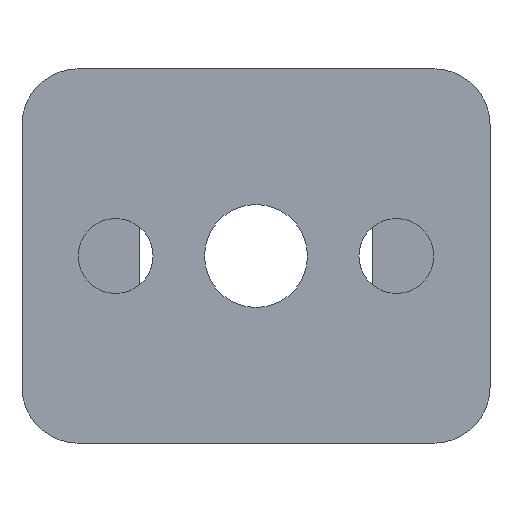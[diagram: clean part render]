
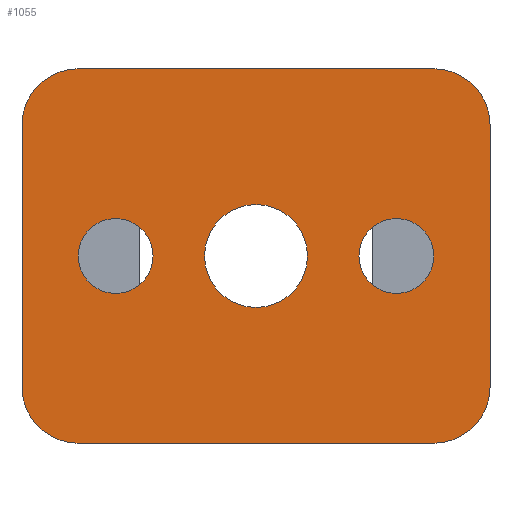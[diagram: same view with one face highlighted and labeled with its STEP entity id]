
A CAD part, left-side view. The second image highlights one B-rep face of the part: STEP entity #1055.
In plain terms, the highlighted planar face has unit normal (-1, 0, 0).
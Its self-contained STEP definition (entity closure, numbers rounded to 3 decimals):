
#75=LINE('',#1469,#137);
#84=LINE('',#1488,#146);
#89=LINE('',#1508,#151);
#92=LINE('',#1522,#154);
#137=VECTOR('',#1228,1000.);
#146=VECTOR('',#1241,1000.);
#151=VECTOR('',#1262,1000.);
#154=VECTOR('',#1281,1000.);
#266=ORIENTED_EDGE('',*,*,#429,.T.);
#267=ORIENTED_EDGE('',*,*,#430,.T.);
#268=ORIENTED_EDGE('',*,*,#431,.T.);
#269=ORIENTED_EDGE('',*,*,#413,.F.);
#270=ORIENTED_EDGE('',*,*,#426,.F.);
#271=ORIENTED_EDGE('',*,*,#403,.F.);
#272=ORIENTED_EDGE('',*,*,#424,.F.);
#273=ORIENTED_EDGE('',*,*,#421,.F.);
#274=ORIENTED_EDGE('',*,*,#417,.F.);
#275=ORIENTED_EDGE('',*,*,#394,.F.);
#276=ORIENTED_EDGE('',*,*,#414,.F.);
#394=EDGE_CURVE('',#481,#482,#75,.T.);
#403=EDGE_CURVE('',#489,#490,#84,.T.);
#413=EDGE_CURVE('',#496,#494,#89,.T.);
#414=EDGE_CURVE('',#494,#481,#526,.T.);
#417=EDGE_CURVE('',#482,#497,#528,.T.);
#421=EDGE_CURVE('',#497,#500,#92,.T.);
#424=EDGE_CURVE('',#500,#489,#532,.T.);
#426=EDGE_CURVE('',#490,#496,#534,.T.);
#429=EDGE_CURVE('',#502,#502,#536,.T.);
#430=EDGE_CURVE('',#503,#503,#537,.T.);
#431=EDGE_CURVE('',#504,#504,#538,.T.);
#481=VERTEX_POINT('',#1468);
#482=VERTEX_POINT('',#1470);
#489=VERTEX_POINT('',#1487);
#490=VERTEX_POINT('',#1489);
#494=VERTEX_POINT('',#1503);
#496=VERTEX_POINT('',#1507);
#497=VERTEX_POINT('',#1515);
#500=VERTEX_POINT('',#1523);
#502=VERTEX_POINT('',#1536);
#503=VERTEX_POINT('',#1538);
#504=VERTEX_POINT('',#1540);
#526=CIRCLE('',#1109,3.);
#528=CIRCLE('',#1112,3.);
#532=CIRCLE('',#1118,3.);
#534=CIRCLE('',#1121,3.);
#536=CIRCLE('',#1124,2.75);
#537=CIRCLE('',#1125,2.);
#538=CIRCLE('',#1126,2.);
#575=EDGE_LOOP('',(#266));
#576=EDGE_LOOP('',(#267));
#577=EDGE_LOOP('',(#268));
#578=EDGE_LOOP('',(#269,#270,#271,#272,#273,#274,#275,#276));
#645=FACE_BOUND('',#575,.T.);
#646=FACE_BOUND('',#576,.T.);
#647=FACE_BOUND('',#577,.T.);
#648=FACE_BOUND('',#578,.T.);
#705=PLANE('',#1123);
#1055=ADVANCED_FACE('',(#645,#646,#647,#648),#705,.F.);
#1109=AXIS2_PLACEMENT_3D('',#1510,#1265,#1266);
#1112=AXIS2_PLACEMENT_3D('',#1514,#1272,#1273);
#1118=AXIS2_PLACEMENT_3D('',#1528,#1287,#1288);
#1121=AXIS2_PLACEMENT_3D('',#1531,#1293,#1294);
#1123=AXIS2_PLACEMENT_3D('',#1534,#1298,#1299);
#1124=AXIS2_PLACEMENT_3D('',#1535,#1300,#1301);
#1125=AXIS2_PLACEMENT_3D('',#1537,#1302,#1303);
#1126=AXIS2_PLACEMENT_3D('',#1539,#1304,#1305);
#1228=DIRECTION('',(0.,0.,-1.));
#1241=DIRECTION('',(0.,0.,1.));
#1262=DIRECTION('',(0.,-1.,0.));
#1265=DIRECTION('',(1.,0.,0.));
#1266=DIRECTION('',(0.,0.,-1.));
#1272=DIRECTION('',(1.,0.,0.));
#1273=DIRECTION('',(0.,0.,-1.));
#1281=DIRECTION('',(0.,1.,0.));
#1287=DIRECTION('',(1.,0.,0.));
#1288=DIRECTION('',(0.,0.,-1.));
#1293=DIRECTION('',(1.,0.,0.));
#1294=DIRECTION('',(0.,0.,-1.));
#1298=DIRECTION('',(1.,0.,0.));
#1299=DIRECTION('',(0.,0.,-1.));
#1300=DIRECTION('',(1.,0.,0.));
#1301=DIRECTION('',(0.,0.,-1.));
#1302=DIRECTION('',(1.,0.,0.));
#1303=DIRECTION('',(0.,0.,-1.));
#1304=DIRECTION('',(1.,0.,0.));
#1305=DIRECTION('',(0.,0.,-1.));
#1468=CARTESIAN_POINT('',(-13.5,-12.5,7.));
#1469=CARTESIAN_POINT('',(-13.5,-12.5,7.));
#1470=CARTESIAN_POINT('',(-13.5,-12.5,-7.));
#1487=CARTESIAN_POINT('',(-13.5,12.5,-7.));
#1488=CARTESIAN_POINT('',(-13.5,12.5,-7.));
#1489=CARTESIAN_POINT('',(-13.5,12.5,7.));
#1503=CARTESIAN_POINT('',(-13.5,-9.5,10.));
#1507=CARTESIAN_POINT('',(-13.5,9.5,10.));
#1508=CARTESIAN_POINT('',(-13.5,9.5,10.));
#1510=CARTESIAN_POINT('',(-13.5,-9.5,7.));
#1514=CARTESIAN_POINT('',(-13.5,-9.5,-7.));
#1515=CARTESIAN_POINT('',(-13.5,-9.5,-10.));
#1522=CARTESIAN_POINT('',(-13.5,-9.5,-10.));
#1523=CARTESIAN_POINT('',(-13.5,9.5,-10.));
#1528=CARTESIAN_POINT('',(-13.5,9.5,-7.));
#1531=CARTESIAN_POINT('',(-13.5,9.5,7.));
#1534=CARTESIAN_POINT('',(-13.5,-9.5,7.));
#1535=CARTESIAN_POINT('',(-13.5,0.,0.));
#1536=CARTESIAN_POINT('',(-13.5,0.,-2.75));
#1537=CARTESIAN_POINT('',(-13.5,-7.5,0.));
#1538=CARTESIAN_POINT('',(-13.5,-7.5,-2.));
#1539=CARTESIAN_POINT('',(-13.5,7.5,0.));
#1540=CARTESIAN_POINT('',(-13.5,7.5,-2.));
